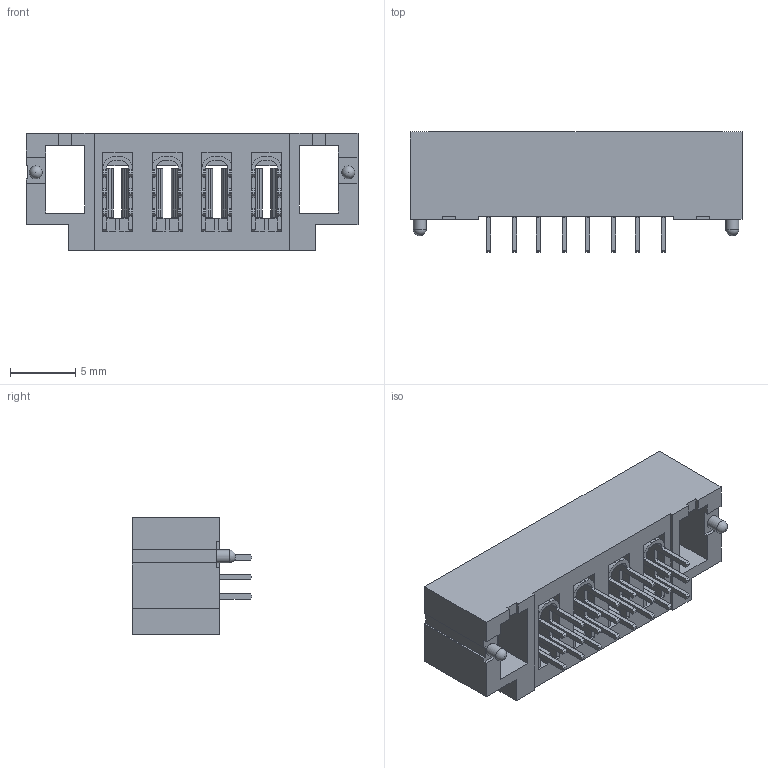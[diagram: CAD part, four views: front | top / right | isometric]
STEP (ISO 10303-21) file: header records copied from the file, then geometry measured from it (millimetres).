
FILE_DESCRIPTION( ( 'STEP AP203' ), '1' );
FILE_NAME( 'UPT-04-03.0-01-L-V.stp', '2020-10-06T01:58:45', ( 'License CC BY-ND 4.0' ), ( 'CADENAS' ), ' ', 'PARTsolutions', ' ' );
FILE_SCHEMA( ( 'CONFIG_CONTROL_DESIGN' ) );
Length unit declared in the file: millimetre
Products named in the file (3): UPT-04-03.0-01-L-V; _UPT-01-0401-L-Vterminal; _UPT-01-0401-L-Vpins
Assembly tree (2 placements, depth 2):
  UPT-04-03.0-01-L-V
    _UPT-01-0401-L-Vterminal
    _UPT-01-0401-L-Vpins
Bounding box: 25.5 x 9.21 x 9 mm (x, y, z)
Volume: 703.7 mm3; surface area: 1866.8 mm2
Topology: 2 solids, 2 shells, 568 faces, 1673 edges, 1106 vertices
Faces by surface type: plane 436, cylinder 130, sphere 2
Full cylindrical faces by diameter (mm): 1 x2
Entity records: 18899 total; most frequent: CARTESIAN_POINT 3472, ORIENTED_EDGE 3334, DIRECTION 3037, EDGE_CURVE 1667, LINE 1375, VECTOR 1375, VERTEX_POINT 1106, AXIS2_PLACEMENT_3D 831
